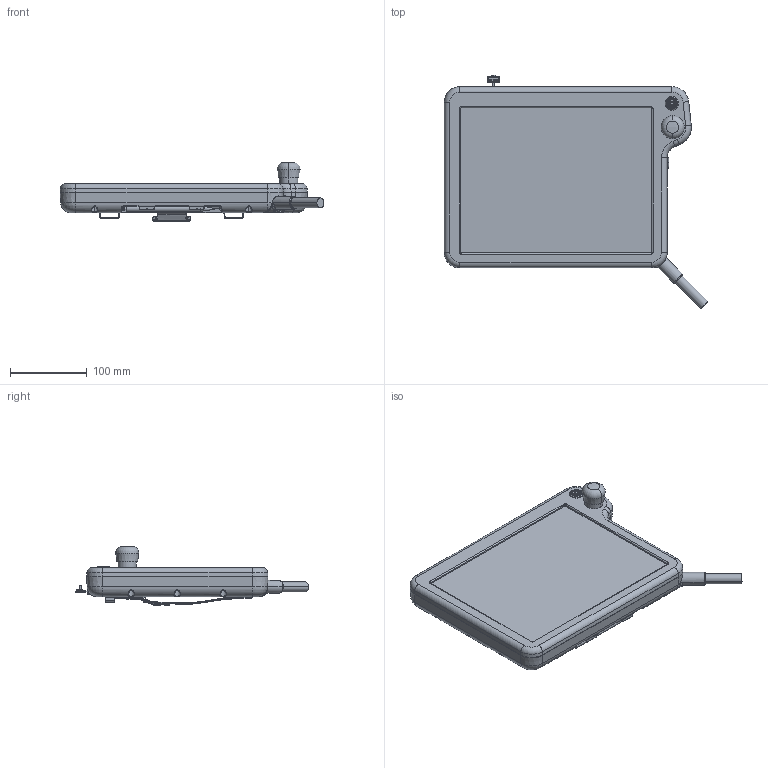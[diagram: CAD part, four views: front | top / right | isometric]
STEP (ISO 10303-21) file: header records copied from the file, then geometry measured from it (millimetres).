
FILE_DESCRIPTION (( 'STEP AP214' ), '1' );
FILE_NAME ('新版i示教器-外发模型.STEP', '2022-12-14T03:20:59', ( '' ), ( '' ), 'SwSTEP 2.0', 'SolidWorks 2018', '' );
FILE_SCHEMA (( 'AUTOMOTIVE_DESIGN' ));
Length unit declared in the file: millimetre
Products named in the file (1): 新版i示教器-外发模型
Bounding box: 344.02 x 304.21 x 77.21 mm (x, y, z)
Volume: 2497235.3 mm3; surface area: 216101.5 mm2
Topology: 2 solids, 3 shells, 2006 faces, 5154 edges, 3174 vertices
Faces by surface type: cylinder 645, plane 625, bspline 439, torus 191, cone 99, sphere 7
Entity records: 108415 total; most frequent: CARTESIAN_POINT 45393, ORIENTED_EDGE 10224, DIRECTION 8536, EDGE_CURVE 5112, AXIS2_PLACEMENT_3D 3246, VERTEX_POINT 3174, EDGE_LOOP 2102, VECTOR 2044
